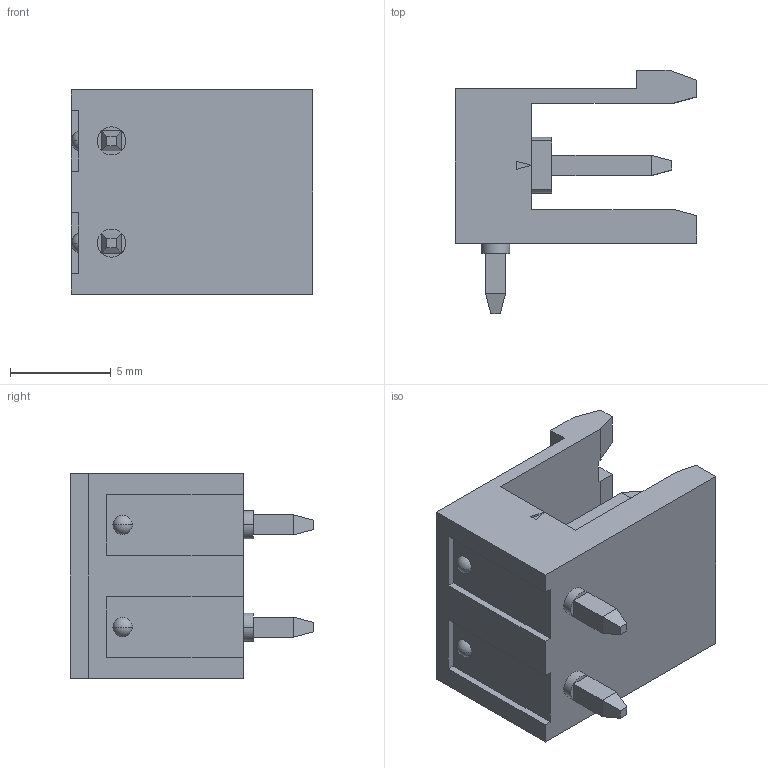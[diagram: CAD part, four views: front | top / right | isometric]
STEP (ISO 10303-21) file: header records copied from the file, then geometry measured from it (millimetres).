
FILE_DESCRIPTION(('STEP AP242'),'1');
FILE_NAME('1759017.stp','2020-10-21T08:54:19',('TraceParts'),('TraceParts S.A.'),'Spatial InterOp 3D',' ',' ');
FILE_SCHEMA(('AP242_MANAGED_MODEL_BASED_3D_ENGINEERING_MIM_LF {1 0 10303 442 1 1 4}'));
Length unit declared in the file: millimetre
Products named in the file (1): 1759017
Bounding box: 12 x 12.1 x 10.16 mm (x, y, z)
Volume: 487.9 mm3; surface area: 781.6 mm2
Topology: 1 solids, 1 shells, 164 faces, 404 edges, 256 vertices
Faces by surface type: plane 121, cylinder 35, sphere 4, cone 4
Entity records: 6160 total; most frequent: CARTESIAN_POINT 873, DIRECTION 826, ORIENTED_EDGE 808, EDGE_CURVE 404, LINE 304, VECTOR 304, AXIS2_PLACEMENT_3D 261, VERTEX_POINT 256
